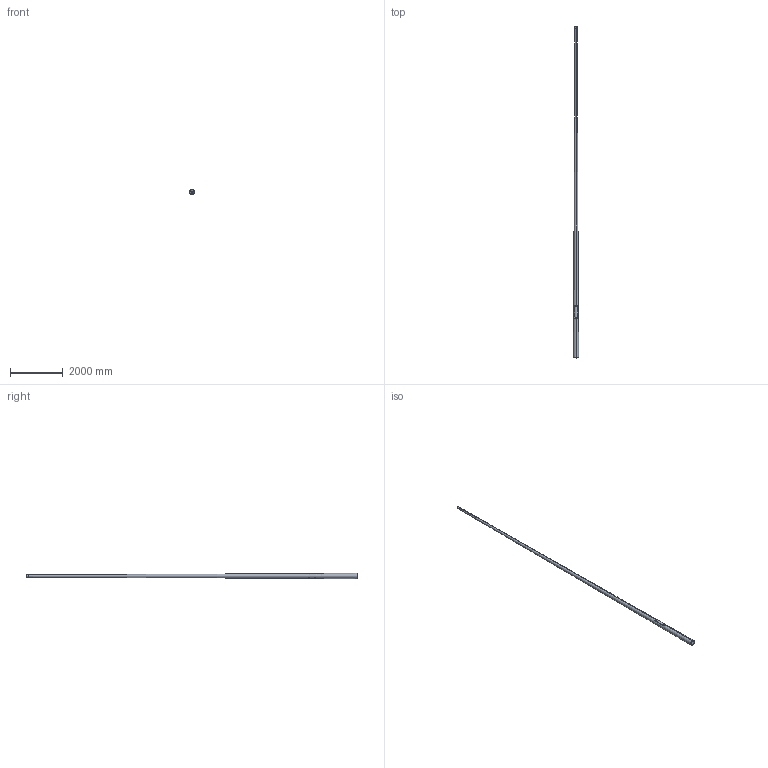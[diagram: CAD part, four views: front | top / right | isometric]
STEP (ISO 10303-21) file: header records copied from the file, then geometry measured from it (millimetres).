
FILE_DESCRIPTION (( 'STEP AP214' ), '1' );
FILE_NAME ('100090KXXX B212SK 4608210 SUORAKARTIOPYLVÄS REV1_3D.step', '2024-03-04T08:31:18', ( '' ), ( '' ), 'SwSTEP 2.0', 'SolidWorks 2021', '' );
FILE_SCHEMA (( 'AUTOMOTIVE_DESIGN' ));
Length unit declared in the file: millimetre
Products named in the file (6): PIDÄTINRUUVI DIN 914 - M10_DIN 914 - M10 x 20-N; 100090KXXX B212SK 4608210 SUORAKARTIOPYLVÄS REV1_3D; KYTKENTÄAUKON LATTARAUTA_LATTA 4X20X150; KYTKENTÄAUKON LUUKKU_76-227-3-12600; KARTIOAIHIO_76-227-3-12600 EI LR; DIN 912 M6 x 16 --- 16N_DIN 912 M6 x 16 --- 16N
Assembly tree (9 placements, depth 2):
  100090KXXX B212SK 4608210 SUORAKARTIOPYLVÄS REV1_3D
    KARTIOAIHIO_76-227-3-12600 EI LR
    PIDÄTINRUUVI DIN 914 - M10_DIN 914 - M10 x 20-N
    DIN 912 M6 x 16 --- 16N_DIN 912 M6 x 16 --- 16N  x4
    KYTKENTÄAUKON LATTARAUTA_LATTA 4X20X150  x2
    KYTKENTÄAUKON LUUKKU_76-227-3-12600
Bounding box: 203 x 12600 x 203 mm (x, y, z)
Volume: 16161635.7 mm3; surface area: 10846122.7 mm2
Topology: 10 solids, 10 shells, 193 faces, 456 edges, 276 vertices
Faces by surface type: plane 91, cylinder 42, cone 34, torus 16, bspline 10
Entity records: 4739 total; most frequent: CARTESIAN_POINT 2015, ORIENTED_EDGE 524, DIRECTION 460, EDGE_CURVE 262, AXIS2_PLACEMENT_3D 172, VERTEX_POINT 165, VECTOR 116, LINE 116
